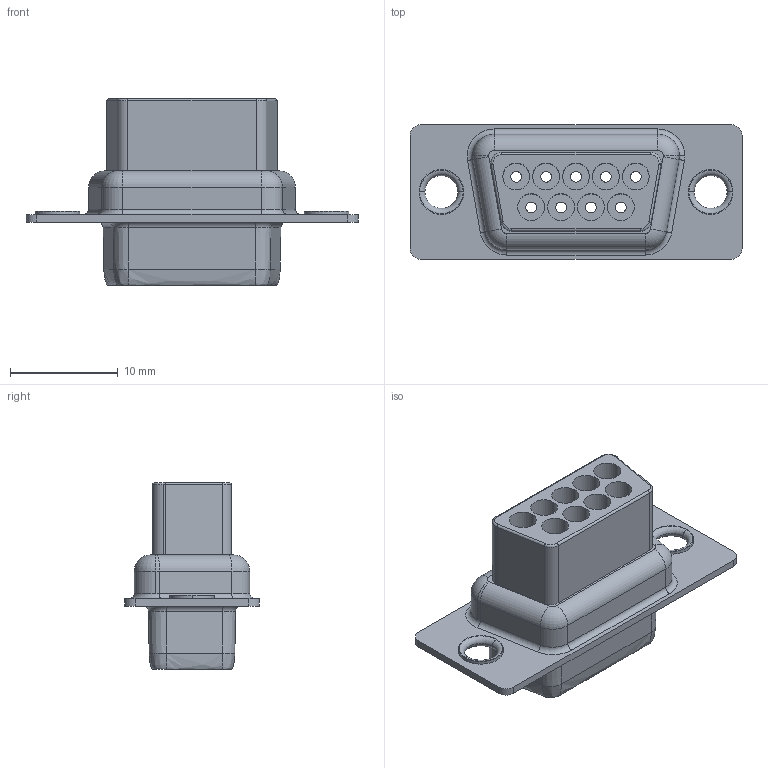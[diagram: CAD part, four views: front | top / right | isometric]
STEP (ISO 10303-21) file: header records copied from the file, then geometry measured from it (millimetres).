
FILE_DESCRIPTION (( 'STEP AP214' ), '1' );
FILE_NAME ('FDB0908-F0TS000K6KA-REF.STEP', '2025-12-10T02:14:25', ( '' ), ( '' ), 'SwSTEP 2.0', 'SolidWorks 2021', '' );
FILE_SCHEMA (( 'AUTOMOTIVE_DESIGN' ));
Length unit declared in the file: millimetre
Products named in the file (1): FDB0908-F0TS000K6KA-REF
Bounding box: 30.81 x 12.5 x 17.3 mm (x, y, z)
Volume: 1698.4 mm3; surface area: 2695.3 mm2
Topology: 1 solids, 1 shells, 162 faces, 374 edges, 228 vertices
Faces by surface type: cylinder 70, plane 32, torus 29, cone 23, bspline 8
Entity records: 4873 total; most frequent: CARTESIAN_POINT 1032, DIRECTION 871, ORIENTED_EDGE 748, EDGE_CURVE 374, AXIS2_PLACEMENT_3D 367, VERTEX_POINT 228, CIRCLE 212, EDGE_LOOP 198
